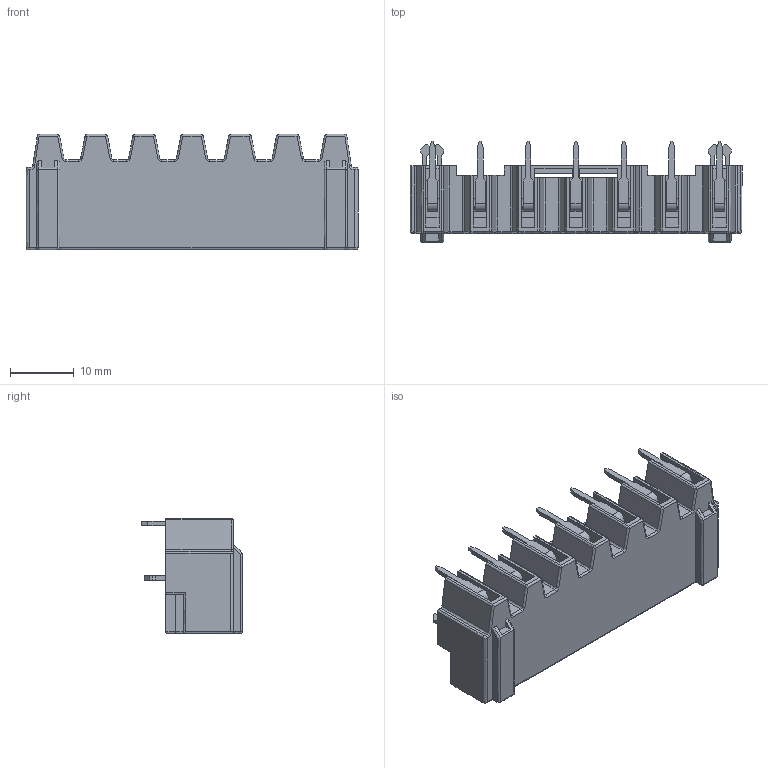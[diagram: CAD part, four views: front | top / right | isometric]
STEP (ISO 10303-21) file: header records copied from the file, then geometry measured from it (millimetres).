
FILE_DESCRIPTION( ('This file contains a STEP AP42 implementation' ,'as created by ZW3D STEP Interface translator.') ,'2;1' );
FILE_NAME( 'WJ9RC-7.5-07P.stp' ,'25 422. 83042', (''), ('ZWCAD Software Co.'), 'Version 1.0', 'ZW3D to STEP translator', '' );
FILE_SCHEMA(('AUTOMOTIVE_DESIGN'));
Length unit declared in the file: millimetre
Products named in the file (2): 0; WJ9RC-7.5-07P
Bounding box: 52 x 15.8 x 18.1 mm (x, y, z)
Volume: 3449.2 mm3; surface area: 7410 mm2
Topology: 1 solids, 29 shells, 1170 faces, 3191 edges, 2074 vertices
Faces by surface type: bspline 1170
Entity records: 36601 total; most frequent: CARTESIAN_POINT 16171, ORIENTED_EDGE 6382, EDGE_CURVE 3191, B_SPLINE_CURVE_WITH_KNOTS 2951, VERTEX_POINT 2074, EDGE_LOOP 1201, FACE_OUTER_BOUND 1170, ADVANCED_FACE 1170
